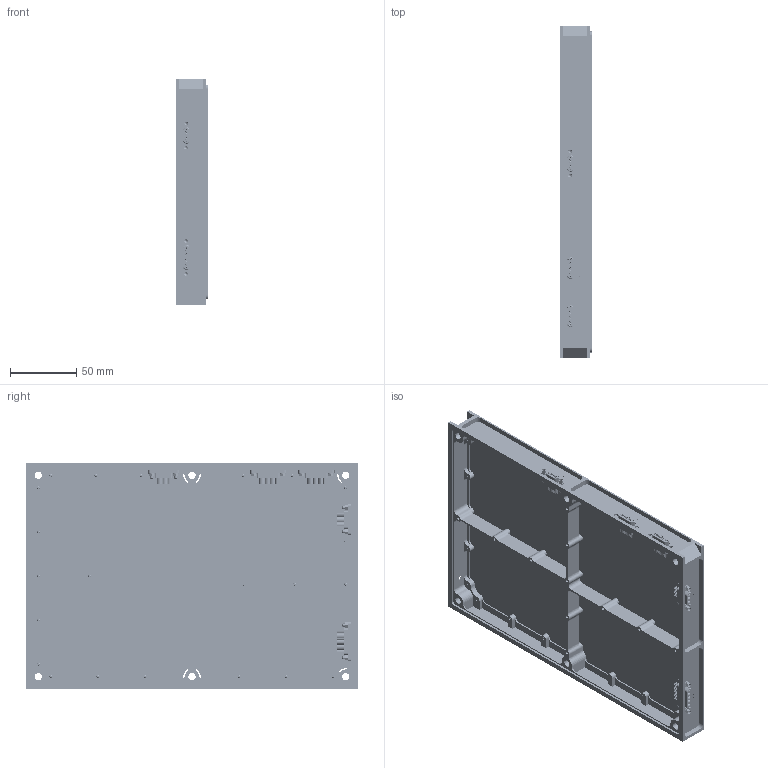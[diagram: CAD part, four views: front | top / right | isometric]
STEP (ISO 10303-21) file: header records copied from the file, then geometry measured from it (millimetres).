
FILE_DESCRIPTION(('CATIA V5 STEP Exchange'),'2;1');
FILE_NAME('Ensemble LFR Meb 1.3.stp','2014-07-18T11:06:59+00:00',('none'),('none'),'CATIA Version 5 Release 19 GA (IN-10)','CATIA V5 STEP AP214','none');
FILE_SCHEMA(('AUTOMOTIVE_DESIGN { 1 0 10303 214 1 1 1 1 }'));
Products named in the file (12): Ensemble LFR Meb 1.3; Frame LFR 1.3; MDM15P_CABLES; LFR Pcb 1.3; M2.5x6 SCREW HEXAGON; screw lock; Rondelle M2.5.1; écrou screw lock; Regroupement des Rondelle assemblage PCB sur Répétition personnalisée.1; Regroupement des M2.5x6 SCREW HEXAGON sur Répétition personnalisée.1; MDM25P_CABLES; MDM21P_CABLES
Assembly tree (93 placements, depth 3):
  Ensemble LFR Meb 1.3
    Frame LFR 1.3
    MDM15P_CABLES  x2
    LFR Pcb 1.3
    M2.5x6 SCREW HEXAGON
    screw lock  x6
    Rondelle M2.5.1  x11
    écrou screw lock  x10
    Regroupement des Rondelle assemblage PCB sur Répétition personnalisée.1
      Rondelle M2.5.1  x28
    Regroupement des M2.5x6 SCREW HEXAGON sur Répétition personnalisée.1
      M2.5x6 SCREW HEXAGON  x28
    MDM25P_CABLES
    MDM21P_CABLES  x2
Bounding box: 24 x 250 x 170 mm (x, y, z)
Volume: 126942.1 mm3; surface area: 168432.3 mm2
Topology: 101 solids, 101 shells, 6380 faces, 15539 edges, 10031 vertices
Faces by surface type: cylinder 3338, plane 1889, torus 624, extrusion 207, cone 182, sphere 80, bspline 60
Entity records: 124099 total; most frequent: CARTESIAN_POINT 41336, ORIENTED_EDGE 18156, DIRECTION 13679, EDGE_CURVE 9078, AXIS2_PLACEMENT_3D 6437, VERTEX_POINT 5933, EDGE_LOOP 4373, VECTOR 4110
